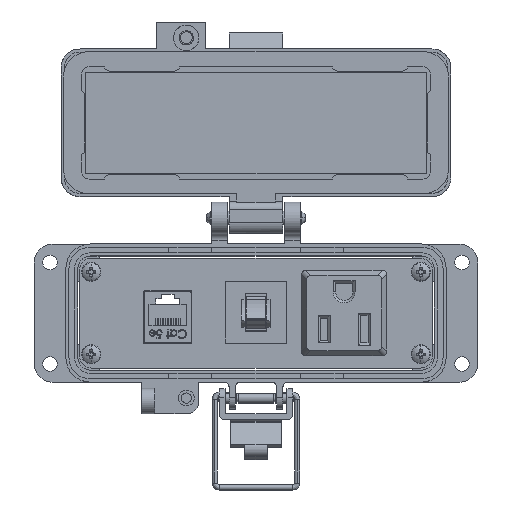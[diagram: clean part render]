
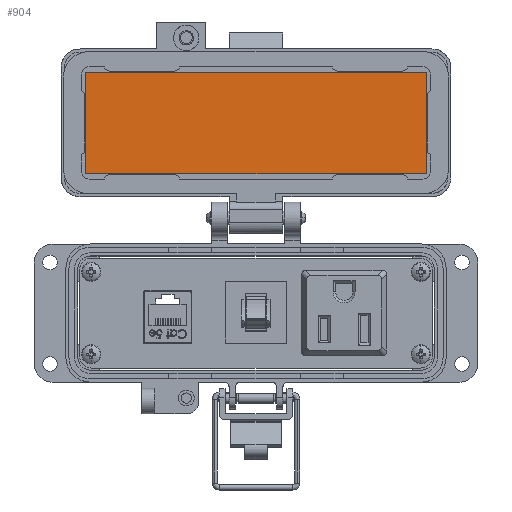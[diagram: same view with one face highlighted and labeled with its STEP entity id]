
A CAD part, top view. The second image highlights one B-rep face of the part: STEP entity #904.
In plain terms, the highlighted planar face has unit normal (0, 0, 1).
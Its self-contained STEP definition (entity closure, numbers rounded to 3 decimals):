
#90 = DIRECTION ( 'NONE',  ( 1., 0., 0. ) ) ;
#228 = ORIENTED_EDGE ( 'NONE', *, *, #27830, .F. ) ;
#412 = VECTOR ( 'NONE', #32224, 1000. ) ;
#705 = CARTESIAN_POINT ( 'NONE',  ( -8.5, 83.154, -25.55 ) ) ;
#904 = ADVANCED_FACE ( 'NONE', ( #33160 ), #1192, .T. ) ;
#1192 = PLANE ( 'NONE',  #2663 ) ;
#1399 = DIRECTION ( 'NONE',  ( 0., 0., 1. ) ) ;
#2663 = AXIS2_PLACEMENT_3D ( 'NONE', #30223, #1399, #35112 ) ;
#6631 = ORIENTED_EDGE ( 'NONE', *, *, #39049, .F. ) ;
#9560 = CARTESIAN_POINT ( 'NONE',  ( -53.75, 67.154, -25.55 ) ) ;
#17542 = VECTOR ( 'NONE', #24444, 1000. ) ;
#18199 = ORIENTED_EDGE ( 'NONE', *, *, #61032, .F. ) ;
#19061 = LINE ( 'NONE', #34180, #17542 ) ;
#19353 = VECTOR ( 'NONE', #90, 1000. ) ;
#24444 = DIRECTION ( 'NONE',  ( 0., -1., 0. ) ) ;
#25586 = CARTESIAN_POINT ( 'NONE',  ( -53.75, 83.154, -25.55 ) ) ;
#25684 = ORIENTED_EDGE ( 'NONE', *, *, #60385, .F. ) ;
#26012 = LINE ( 'NONE', #27383, #412 ) ;
#27383 = CARTESIAN_POINT ( 'NONE',  ( 42., 51.154, -25.55 ) ) ;
#27830 = EDGE_CURVE ( 'NONE', #54562, #35789, #60615, .T. ) ;
#29105 = LINE ( 'NONE', #705, #19353 ) ;
#30223 = CARTESIAN_POINT ( 'NONE',  ( -8.5, 67.154, -25.55 ) ) ;
#32224 = DIRECTION ( 'NONE',  ( -1., 0., 0. ) ) ;
#33160 = FACE_OUTER_BOUND ( 'NONE', #41741, .T. ) ;
#34180 = CARTESIAN_POINT ( 'NONE',  ( 53.75, 67.154, -25.55 ) ) ;
#35112 = DIRECTION ( 'NONE',  ( 0., -1., 0. ) ) ;
#35789 = VERTEX_POINT ( 'NONE', #25586 ) ;
#39049 = EDGE_CURVE ( 'NONE', #45919, #61177, #19061, .T. ) ;
#39434 = CARTESIAN_POINT ( 'NONE',  ( 53.75, 83.154, -25.55 ) ) ;
#41741 = EDGE_LOOP ( 'NONE', ( #25684, #228, #18199, #6631 ) ) ;
#45919 = VERTEX_POINT ( 'NONE', #39434 ) ;
#48154 = CARTESIAN_POINT ( 'NONE',  ( -53.75, 51.154, -25.55 ) ) ;
#52386 = CARTESIAN_POINT ( 'NONE',  ( 53.75, 51.154, -25.55 ) ) ;
#53232 = DIRECTION ( 'NONE',  ( 0., 1., 0. ) ) ;
#54562 = VERTEX_POINT ( 'NONE', #48154 ) ;
#59103 = VECTOR ( 'NONE', #53232, 1000. ) ;
#60385 = EDGE_CURVE ( 'NONE', #35789, #45919, #29105, .T. ) ;
#60615 = LINE ( 'NONE', #9560, #59103 ) ;
#61032 = EDGE_CURVE ( 'NONE', #61177, #54562, #26012, .T. ) ;
#61177 = VERTEX_POINT ( 'NONE', #52386 ) ;
